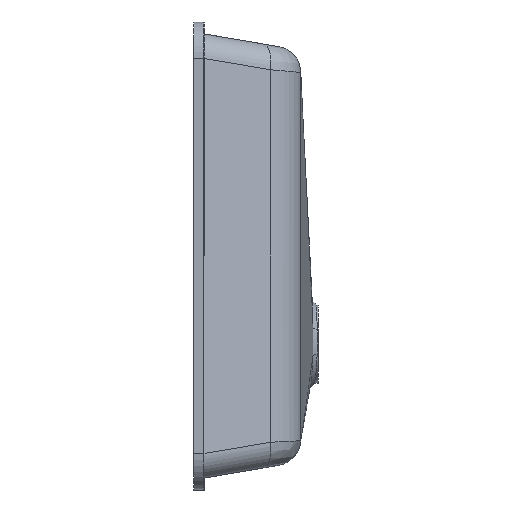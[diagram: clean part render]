
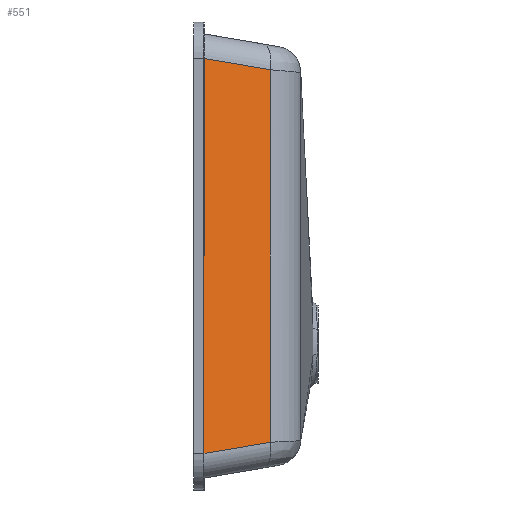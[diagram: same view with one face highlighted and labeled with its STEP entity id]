
A CAD part, left-side view. The second image highlights one B-rep face of the part: STEP entity #551.
In plain terms, the highlighted planar face has unit normal (-0.91, -0.414, 0).
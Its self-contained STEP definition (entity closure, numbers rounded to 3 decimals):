
#121 = EDGE_CURVE ( 'NONE', #2308, #4550, #2253, .T. ) ;
#365 = CARTESIAN_POINT ( 'NONE',  ( -611.931, -10., 200. ) ) ;
#551 = ADVANCED_FACE ( 'NONE', ( #5866 ), #4025, .T. ) ;
#740 = CARTESIAN_POINT ( 'NONE',  ( -582.981, -73.69, -179.058 ) ) ;
#1254 = ORIENTED_EDGE ( 'NONE', *, *, #121, .T. ) ;
#1950 = LINE ( 'NONE', #365, #6933 ) ;
#2050 = VECTOR ( 'NONE', #3306, 1000. ) ;
#2253 = LINE ( 'NONE', #7249, #5580 ) ;
#2308 = VERTEX_POINT ( 'NONE', #7390 ) ;
#2491 = EDGE_CURVE ( 'NONE', #3011, #4550, #1950, .T. ) ;
#2514 = ORIENTED_EDGE ( 'NONE', *, *, #2491, .F. ) ;
#2838 = DIRECTION ( 'NONE',  ( 0., 0., -1. ) ) ;
#2849 = DIRECTION ( 'NONE',  ( -0.91, -0.414, 0. ) ) ;
#3011 = VERTEX_POINT ( 'NONE', #5490 ) ;
#3024 = ORIENTED_EDGE ( 'NONE', *, *, #5776, .T. ) ;
#3151 = AXIS2_PLACEMENT_3D ( 'NONE', #4090, #2849, #2838 ) ;
#3306 = DIRECTION ( 'NONE',  ( 0., 0., 1. ) ) ;
#3439 = CARTESIAN_POINT ( 'NONE',  ( -582.981, -73.69, 200. ) ) ;
#3625 = EDGE_CURVE ( 'NONE', #7269, #2308, #3745, .T. ) ;
#3673 = DIRECTION ( 'NONE',  ( 0.409, -0.9, 0.153 ) ) ;
#3717 = CARTESIAN_POINT ( 'NONE',  ( -589.166, -60.083, -181.378 ) ) ;
#3745 = LINE ( 'NONE', #3439, #2050 ) ;
#3900 = ORIENTED_EDGE ( 'NONE', *, *, #3625, .T. ) ;
#4025 = PLANE ( 'NONE',  #3151 ) ;
#4090 = CARTESIAN_POINT ( 'NONE',  ( -613.655, -6.207, 200. ) ) ;
#4550 = VERTEX_POINT ( 'NONE', #4984 ) ;
#4984 = CARTESIAN_POINT ( 'NONE',  ( -611.931, -10., 189.915 ) ) ;
#5490 = CARTESIAN_POINT ( 'NONE',  ( -611.931, -10., -189.915 ) ) ;
#5580 = VECTOR ( 'NONE', #7262, 1000. ) ;
#5776 = EDGE_CURVE ( 'NONE', #3011, #7269, #6815, .T. ) ;
#5866 = FACE_OUTER_BOUND ( 'NONE', #7808, .T. ) ;
#6815 = LINE ( 'NONE', #3717, #8362 ) ;
#6933 = VECTOR ( 'NONE', #8231, 1000. ) ;
#7249 = CARTESIAN_POINT ( 'NONE',  ( -413.599, -446.33, 115.54 ) ) ;
#7262 = DIRECTION ( 'NONE',  ( -0.409, 0.9, 0.153 ) ) ;
#7269 = VERTEX_POINT ( 'NONE', #740 ) ;
#7390 = CARTESIAN_POINT ( 'NONE',  ( -582.981, -73.69, 179.058 ) ) ;
#7808 = EDGE_LOOP ( 'NONE', ( #2514, #3024, #3900, #1254 ) ) ;
#8231 = DIRECTION ( 'NONE',  ( 0., 0., 1. ) ) ;
#8362 = VECTOR ( 'NONE', #3673, 1000. ) ;
